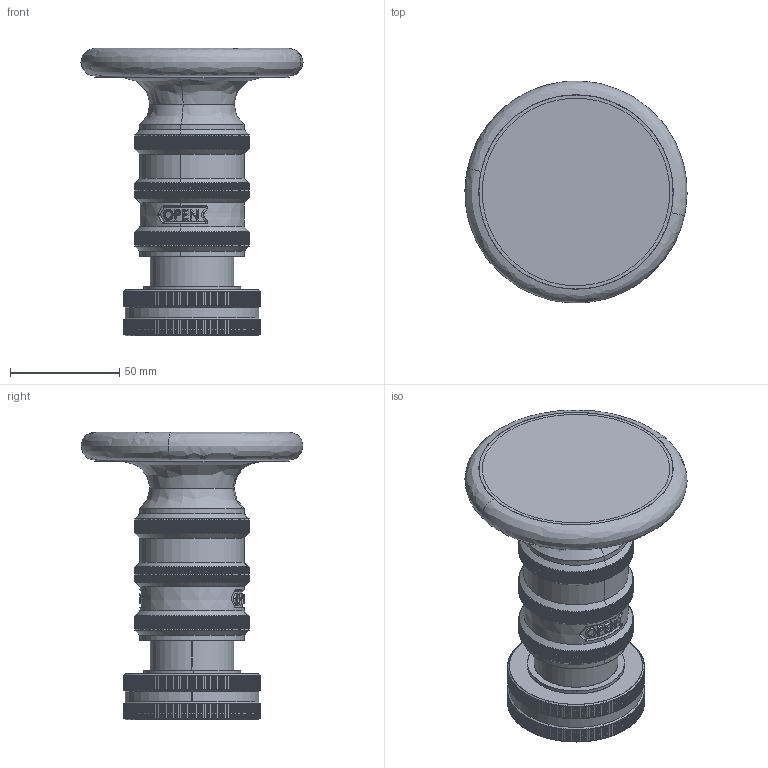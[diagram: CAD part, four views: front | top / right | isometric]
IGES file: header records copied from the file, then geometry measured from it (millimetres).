
Start section: SolidWorks IGES file using analytic representation for surfaces
Global section: file name: L-200.IGS; native system: SolidWorks 2019; preprocessor: SolidWorks 2019; author: tmott; date: 200903.101712; units: millimetre
Bounding box: 101.58 x 101.47 x 131.52 mm (x, y, z)
Surface area: 51110.5 mm2 (no closed solid volume)
Topology: 0 solids, 0 shells, 3461 faces, 23204 edges, 23204 vertices
Faces by surface type: bspline 2313, revolution 1148
